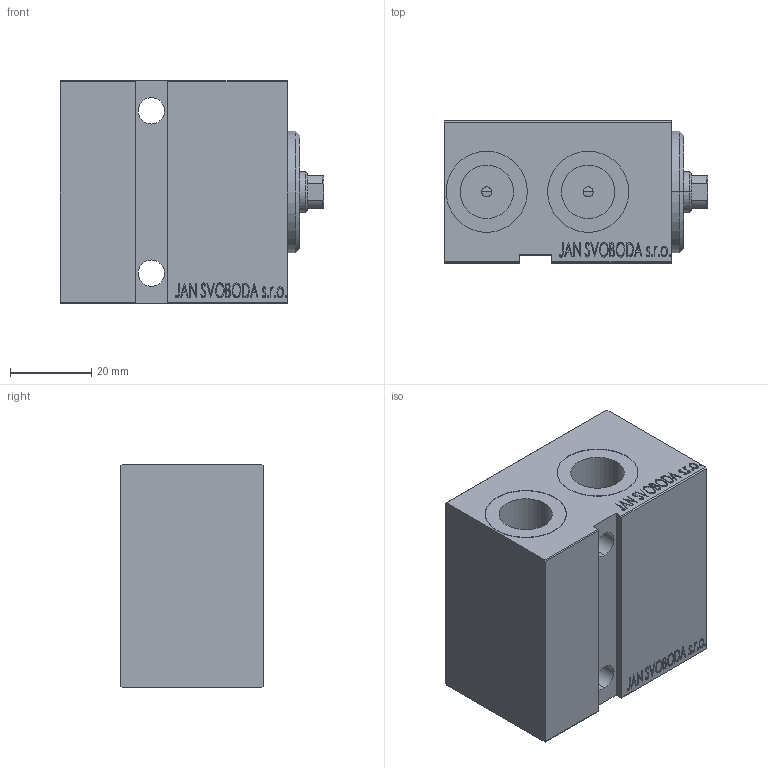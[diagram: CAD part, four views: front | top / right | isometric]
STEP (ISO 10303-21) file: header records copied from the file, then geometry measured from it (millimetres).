
FILE_DESCRIPTION (( 'STEP AP203' ), '1' );
FILE_NAME ('386b.STEP', '2022-04-17T01:39:57', ( '' ), ( '' ), 'SwSTEP 2.0', 'SolidWorks 2019', '' );
FILE_SCHEMA (( 'CONFIG_CONTROL_DESIGN' ));
Length unit declared in the file: millimetre
Products named in the file (4): V450CM_E_Body fcff9cf26486aa187ec89f7062b9dd90; V450CM_VC_B fcff9cf26486aa187ec89f7062b9dd90; 386b; V450CM_E_VCP fcff9cf26486aa187ec89f7062b9dd90
Assembly tree (3 placements, depth 2):
  386b
    V450CM_E_Body fcff9cf26486aa187ec89f7062b9dd90
    V450CM_E_VCP fcff9cf26486aa187ec89f7062b9dd90
    V450CM_VC_B fcff9cf26486aa187ec89f7062b9dd90
Bounding box: 65 x 35 x 55 mm (x, y, z)
Volume: 99960.5 mm3; surface area: 25574.5 mm2
Topology: 3 solids, 3 shells, 852 faces, 2195 edges, 1455 vertices
Faces by surface type: plane 410, bspline 380, cylinder 48, cone 14
Entity records: 43101 total; most frequent: CARTESIAN_POINT 24444, ORIENTED_EDGE 4386, DIRECTION 2483, EDGE_CURVE 2193, VERTEX_POINT 1455, LINE 1311, VECTOR 1311, EDGE_LOOP 970
